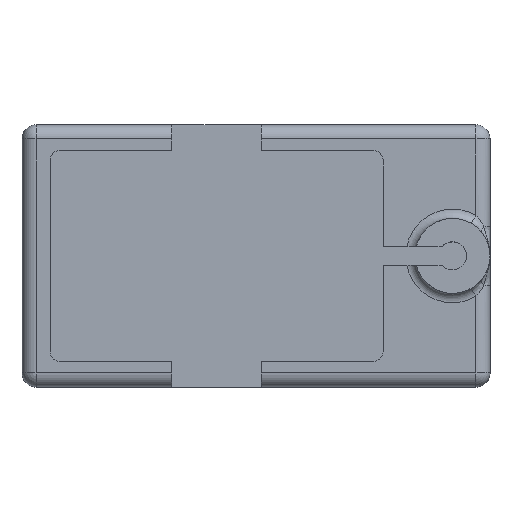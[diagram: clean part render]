
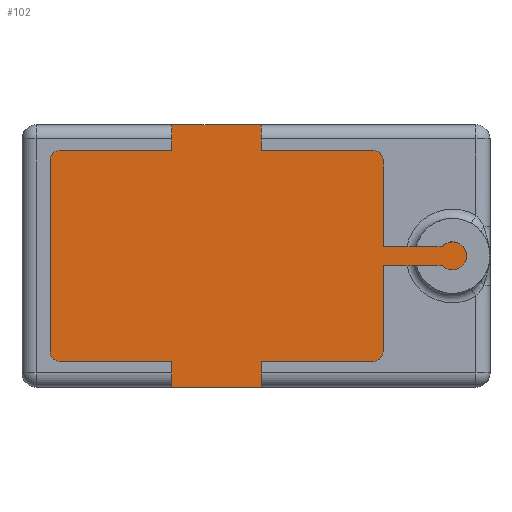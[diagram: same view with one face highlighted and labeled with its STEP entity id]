
A CAD part, top view. The second image highlights one B-rep face of the part: STEP entity #102.
In plain terms, the highlighted planar face has unit normal (0, 0, 1).
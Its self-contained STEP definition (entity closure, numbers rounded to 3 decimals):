
#102=ADVANCED_FACE('',(#239),#240,.T.);
#239=FACE_OUTER_BOUND('',#515,.T.);
#240=PLANE('',#516);
#515=EDGE_LOOP('',(#1054,#1055,#1056,#1057,#1058,#1059,#1060,#1061,#1062,#1063,#1064,#1065,#1066,#1067,#1068,#1069,#1070,#1071,#1072,#1073,#1074));
#516=AXIS2_PLACEMENT_3D('',#1075,#1076,#1077);
#1054=ORIENTED_EDGE('',*,*,#1487,.T.);
#1055=ORIENTED_EDGE('',*,*,#1488,.T.);
#1056=ORIENTED_EDGE('',*,*,#1489,.T.);
#1057=ORIENTED_EDGE('',*,*,#1490,.F.);
#1058=ORIENTED_EDGE('',*,*,#1462,.T.);
#1059=ORIENTED_EDGE('',*,*,#1491,.T.);
#1060=ORIENTED_EDGE('',*,*,#1492,.T.);
#1061=ORIENTED_EDGE('',*,*,#1482,.T.);
#1062=ORIENTED_EDGE('',*,*,#1493,.T.);
#1063=ORIENTED_EDGE('',*,*,#1494,.F.);
#1064=ORIENTED_EDGE('',*,*,#1495,.T.);
#1065=ORIENTED_EDGE('',*,*,#1478,.T.);
#1066=ORIENTED_EDGE('',*,*,#1448,.T.);
#1067=ORIENTED_EDGE('',*,*,#1496,.T.);
#1068=ORIENTED_EDGE('',*,*,#1497,.T.);
#1069=ORIENTED_EDGE('',*,*,#1498,.F.);
#1070=ORIENTED_EDGE('',*,*,#1470,.F.);
#1071=ORIENTED_EDGE('',*,*,#1499,.F.);
#1072=ORIENTED_EDGE('',*,*,#1500,.F.);
#1073=ORIENTED_EDGE('',*,*,#1501,.T.);
#1074=ORIENTED_EDGE('',*,*,#1502,.T.);
#1075=CARTESIAN_POINT('',(0.0,0.0,2.0));
#1076=DIRECTION('',(0.0,0.0,1.0));
#1077=DIRECTION('',(1.0,0.0,0.0));
#1448=EDGE_CURVE('',#1646,#1650,#1652,.T.);
#1462=EDGE_CURVE('',#1669,#1673,#1675,.T.);
#1470=EDGE_CURVE('',#1686,#1689,#1690,.F.);
#1478=EDGE_CURVE('',#1702,#1646,#1703,.T.);
#1482=EDGE_CURVE('',#1707,#1708,#1709,.T.);
#1487=EDGE_CURVE('',#1716,#1717,#1718,.T.);
#1488=EDGE_CURVE('',#1717,#1719,#1720,.T.);
#1489=EDGE_CURVE('',#1719,#1721,#1722,.T.);
#1490=EDGE_CURVE('',#1669,#1721,#1723,.T.);
#1491=EDGE_CURVE('',#1673,#1724,#1725,.T.);
#1492=EDGE_CURVE('',#1724,#1707,#1726,.T.);
#1493=EDGE_CURVE('',#1708,#1727,#1728,.T.);
#1494=EDGE_CURVE('',#1729,#1727,#1730,.T.);
#1495=EDGE_CURVE('',#1729,#1702,#1731,.T.);
#1496=EDGE_CURVE('',#1650,#1732,#1733,.T.);
#1497=EDGE_CURVE('',#1732,#1734,#1735,.T.);
#1498=EDGE_CURVE('',#1689,#1734,#1736,.T.);
#1499=EDGE_CURVE('',#1737,#1686,#1738,.F.);
#1500=EDGE_CURVE('',#1739,#1737,#1740,.T.);
#1501=EDGE_CURVE('',#1739,#1741,#1742,.T.);
#1502=EDGE_CURVE('',#1741,#1716,#1743,.T.);
#1646=VERTEX_POINT('',#1927);
#1650=VERTEX_POINT('',#1933);
#1652=LINE('',#1936,#1937);
#1669=VERTEX_POINT('',#1957);
#1673=VERTEX_POINT('',#1963);
#1675=LINE('',#1966,#1967);
#1686=VERTEX_POINT('',#1985);
#1689=VERTEX_POINT('',#1989);
#1690=CIRCLE('',#1990,1.5);
#1702=VERTEX_POINT('',#2023);
#1703=LINE('',#2024,#2025);
#1707=VERTEX_POINT('',#2031);
#1708=VERTEX_POINT('',#2032);
#1709=CIRCLE('',#2033,1.0);
#1716=VERTEX_POINT('',#2042);
#1717=VERTEX_POINT('',#2043);
#1718=LINE('',#2044,#2045);
#1719=VERTEX_POINT('',#2046);
#1720=LINE('',#2047,#2048);
#1721=VERTEX_POINT('',#2049);
#1722=LINE('',#2050,#2051);
#1723=LINE('',#2052,#2053);
#1724=VERTEX_POINT('',#2054);
#1725=CIRCLE('',#2055,1.0);
#1726=LINE('',#2056,#2057);
#1727=VERTEX_POINT('',#2058);
#1728=LINE('',#2059,#2060);
#1729=VERTEX_POINT('',#2061);
#1730=LINE('',#2062,#2063);
#1731=LINE('',#2064,#2065);
#1732=VERTEX_POINT('',#2066);
#1733=CIRCLE('',#2067,1.0);
#1734=VERTEX_POINT('',#2068);
#1735=LINE('',#2069,#2070);
#1736=LINE('',#2071,#2072);
#1737=VERTEX_POINT('',#2073);
#1738=CIRCLE('',#2074,1.5);
#1739=VERTEX_POINT('',#2075);
#1740=LINE('',#2076,#2077);
#1741=VERTEX_POINT('',#2078);
#1742=LINE('',#2079,#2080);
#1743=CIRCLE('',#2081,1.0);
#1927=CARTESIAN_POINT('',(0.578,-11.25,2.0));
#1933=CARTESIAN_POINT('',(12.578,-11.25,2.0));
#1936=CARTESIAN_POINT('',(-4.211,-11.25,2.0));
#1937=VECTOR('',#2362,1000.0);
#1957=CARTESIAN_POINT('',(-9.0,11.25,2.0));
#1963=CARTESIAN_POINT('',(-21.0,11.25,2.0));
#1966=CARTESIAN_POINT('',(-4.211,11.25,2.0));
#1967=VECTOR('',#2381,1000.0);
#1985=CARTESIAN_POINT('',(22.5,0.,2.));
#1989=CARTESIAN_POINT('',(19.882,-1.0,2.));
#1990=AXIS2_PLACEMENT_3D('',#2392,#2393,#2394);
#2023=CARTESIAN_POINT('',(0.578,-14.0,2.0));
#2024=CARTESIAN_POINT('',(0.578,-48.234,2.0));
#2025=VECTOR('',#2402,1000.0);
#2031=CARTESIAN_POINT('',(-22.0,-10.25,2.0));
#2032=CARTESIAN_POINT('',(-21.0,-11.25,2.0));
#2033=AXIS2_PLACEMENT_3D('',#2405,#2406,#2407);
#2042=CARTESIAN_POINT('',(12.578,11.25,2.0));
#2043=CARTESIAN_POINT('',(0.578,11.25,2.0));
#2044=CARTESIAN_POINT('',(-4.211,11.25,2.0));
#2045=VECTOR('',#2413,1000.0);
#2046=CARTESIAN_POINT('',(0.578,14.0,2.0));
#2047=CARTESIAN_POINT('',(0.578,-48.234,2.0));
#2048=VECTOR('',#2414,1000.0);
#2049=CARTESIAN_POINT('',(-9.0,14.0,2.0));
#2050=CARTESIAN_POINT('',(0.,14.0,2.0));
#2051=VECTOR('',#2415,1000.0);
#2052=CARTESIAN_POINT('',(-9.0,-48.234,2.0));
#2053=VECTOR('',#2416,1000.0);
#2054=CARTESIAN_POINT('',(-22.0,10.25,2.0));
#2055=AXIS2_PLACEMENT_3D('',#2417,#2418,#2419);
#2056=CARTESIAN_POINT('',(-22.0,0.,2.0));
#2057=VECTOR('',#2420,1000.0);
#2058=CARTESIAN_POINT('',(-9.0,-11.25,2.0));
#2059=CARTESIAN_POINT('',(-4.211,-11.25,2.0));
#2060=VECTOR('',#2421,1000.0);
#2061=CARTESIAN_POINT('',(-9.0,-14.0,2.0));
#2062=CARTESIAN_POINT('',(-9.0,-48.234,2.0));
#2063=VECTOR('',#2422,1000.0);
#2064=CARTESIAN_POINT('',(0.,-14.0,2.0));
#2065=VECTOR('',#2423,1000.0);
#2066=CARTESIAN_POINT('',(13.578,-10.25,2.0));
#2067=AXIS2_PLACEMENT_3D('',#2424,#2425,#2426);
#2068=CARTESIAN_POINT('',(13.578,-1.0,2.));
#2069=CARTESIAN_POINT('',(13.578,0.,2.0));
#2070=VECTOR('',#2427,1000.0);
#2071=CARTESIAN_POINT('',(15.69,-1.0,2.));
#2072=VECTOR('',#2428,1000.0);
#2073=CARTESIAN_POINT('',(19.882,1.0,2.));
#2074=AXIS2_PLACEMENT_3D('',#2429,#2430,#2431);
#2075=CARTESIAN_POINT('',(13.578,1.0,2.));
#2076=CARTESIAN_POINT('',(15.69,1.0,2.));
#2077=VECTOR('',#2432,1000.0);
#2078=CARTESIAN_POINT('',(13.578,10.25,2.0));
#2079=CARTESIAN_POINT('',(13.578,0.,2.0));
#2080=VECTOR('',#2433,1000.0);
#2081=AXIS2_PLACEMENT_3D('',#2434,#2435,#2436);
#2362=DIRECTION('',(1.0,0.0,0.0));
#2381=DIRECTION('',(-1.0,0.,0.0));
#2392=CARTESIAN_POINT('',(21.0,0.0,2.));
#2393=DIRECTION('',(0.0,0.0,1.0));
#2394=DIRECTION('',(1.0,0.0,0.0));
#2402=DIRECTION('',(0.0,1.0,0.0));
#2405=CARTESIAN_POINT('',(-21.0,-10.25,2.0));
#2406=DIRECTION('',(0.0,0.0,1.0));
#2407=DIRECTION('',(1.0,0.0,0.0));
#2413=DIRECTION('',(-1.0,0.,0.0));
#2414=DIRECTION('',(0.0,1.0,0.0));
#2415=DIRECTION('',(-1.0,0.,0.0));
#2416=DIRECTION('',(0.0,1.0,0.0));
#2417=CARTESIAN_POINT('',(-21.0,10.25,2.0));
#2418=DIRECTION('',(0.0,0.0,1.0));
#2419=DIRECTION('',(1.0,0.0,0.0));
#2420=DIRECTION('',(0.,-1.0,0.0));
#2421=DIRECTION('',(1.0,0.0,0.0));
#2422=DIRECTION('',(0.0,1.0,0.0));
#2423=DIRECTION('',(1.0,0.0,0.0));
#2424=CARTESIAN_POINT('',(12.578,-10.25,2.0));
#2425=DIRECTION('',(0.0,0.0,1.0));
#2426=DIRECTION('',(1.0,0.0,0.0));
#2427=DIRECTION('',(0.,1.0,0.0));
#2428=DIRECTION('',(-1.0,0.0,0.0));
#2429=CARTESIAN_POINT('',(21.0,0.0,2.));
#2430=DIRECTION('',(0.0,0.0,1.0));
#2431=DIRECTION('',(1.0,0.0,0.0));
#2432=DIRECTION('',(1.0,0.,0.0));
#2433=DIRECTION('',(0.,1.0,0.0));
#2434=CARTESIAN_POINT('',(12.578,10.25,2.0));
#2435=DIRECTION('',(0.0,0.0,1.0));
#2436=DIRECTION('',(1.0,0.0,0.0));
